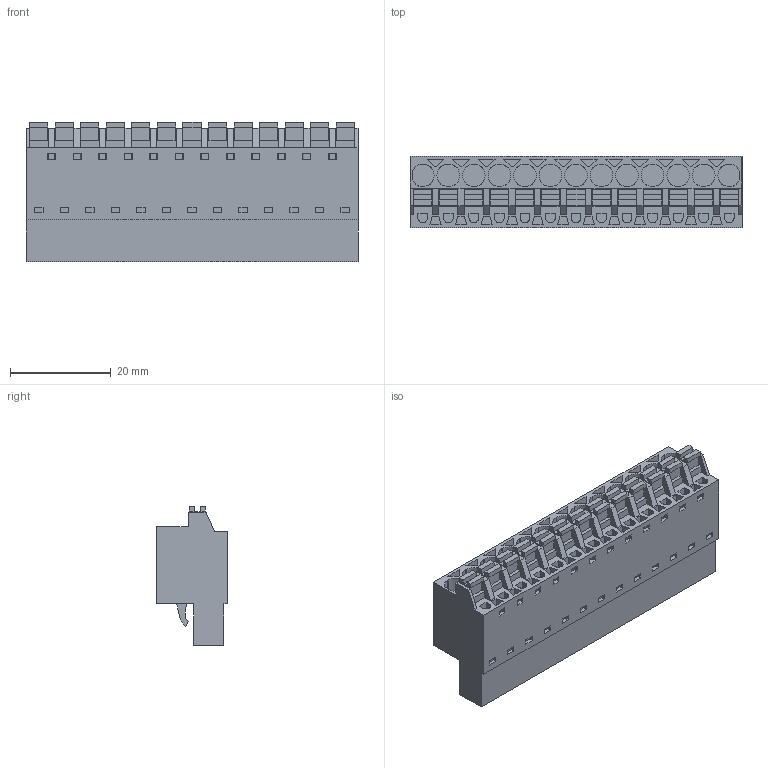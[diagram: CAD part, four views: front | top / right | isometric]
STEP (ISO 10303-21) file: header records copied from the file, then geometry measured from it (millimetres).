
FILE_DESCRIPTION(('CATIA V5 STEP Exchange','CAx-IF Rec.Pracs.--- Model Styling and Organization---1.2---2011-12-15'),'2;1');
FILE_NAME ('D1446576_0_1013810000_1013810000.stp','2017-04-28T12:50:42+00:00',('none'),('Weidmueller'),'CATIA Version 5-6 Release 2014','CATIA V5 STEP AP214','none');
FILE_SCHEMA(('AUTOMOTIVE_DESIGN { 1 0 10303 214 1 1 1 1 }'));
Length unit declared in the file: millimetre
Products named in the file (1): 1013810000
Bounding box: 66.04 x 14.2 x 27.73 mm (x, y, z)
Volume: 15693.3 mm3; surface area: 10485.9 mm2
Topology: 14 solids, 14 shells, 907 faces, 2612 edges, 1824 vertices
Faces by surface type: plane 814, cylinder 92, extrusion 1
Entity records: 29167 total; most frequent: CARTESIAN_POINT 5531, ORIENTED_EDGE 5224, DIRECTION 3687, EDGE_CURVE 2612, VECTOR 2427, LINE 2426, VERTEX_POINT 1824, EDGE_LOOP 1046
